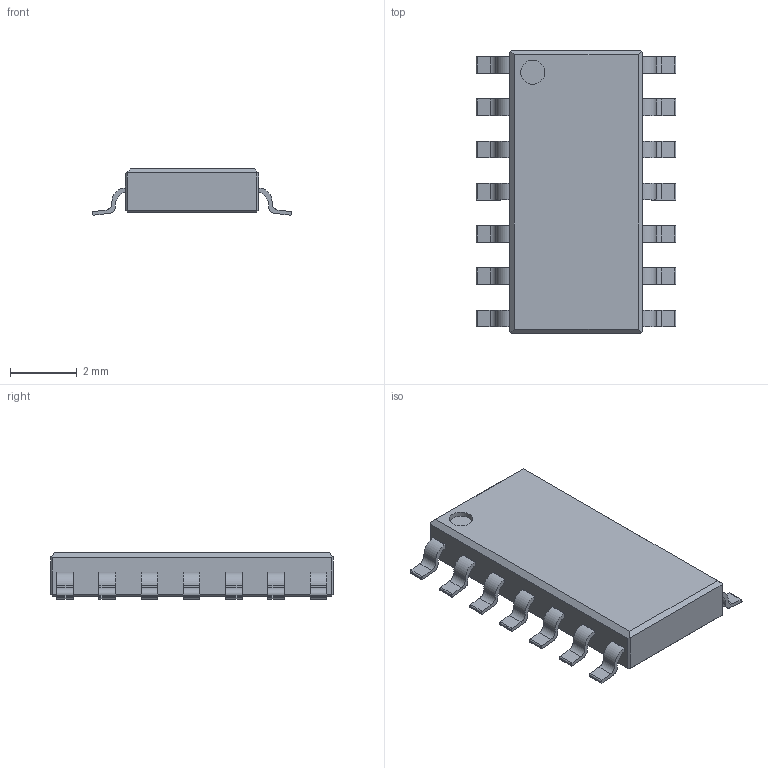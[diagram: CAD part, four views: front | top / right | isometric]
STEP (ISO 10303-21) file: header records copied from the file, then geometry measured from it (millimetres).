
FILE_DESCRIPTION(/* description */ (''),/* implementation_level */ '2;1');
FILE_NAME(/* name */ 'SO14_V2 .step',/* time_stamp */ '2019-04-17T23:30:34+03:00',/* author */ (''),/* organization */ (''),/* preprocessor_version */ 'ST-DEVELOPER v17.2',/* originating_system */ 'Autodesk Translation Framework v7.6.0.251',/* authorisation */ '');
FILE_SCHEMA (('AUTOMOTIVE_DESIGN { 1 0 10303 214 3 1 1 }','PROCESS_PLANNING_SCHEMA'));
Length unit declared in the file: millimetre
Products named in the file (3): (Unsaved); SO14_V2 ; SO14
Assembly tree (2 placements, depth 3):
  (Unsaved)
    SO14_V2 
      SO14
Bounding box: 6 x 8.5 x 1.4 mm (x, y, z)
Volume: 45.1 mm3; surface area: 123.9 mm2
Topology: 15 solids, 15 shells, 234 faces, 599 edges, 396 vertices
Faces by surface type: plane 149, cylinder 85
Full cylindrical faces by diameter (mm): 0.721 x1
Entity records: 7170 total; most frequent: DIRECTION 1249, CARTESIAN_POINT 1234, ORIENTED_EDGE 1198, EDGE_CURVE 599, LINE 427, VECTOR 427, AXIS2_PLACEMENT_3D 411, VERTEX_POINT 396
